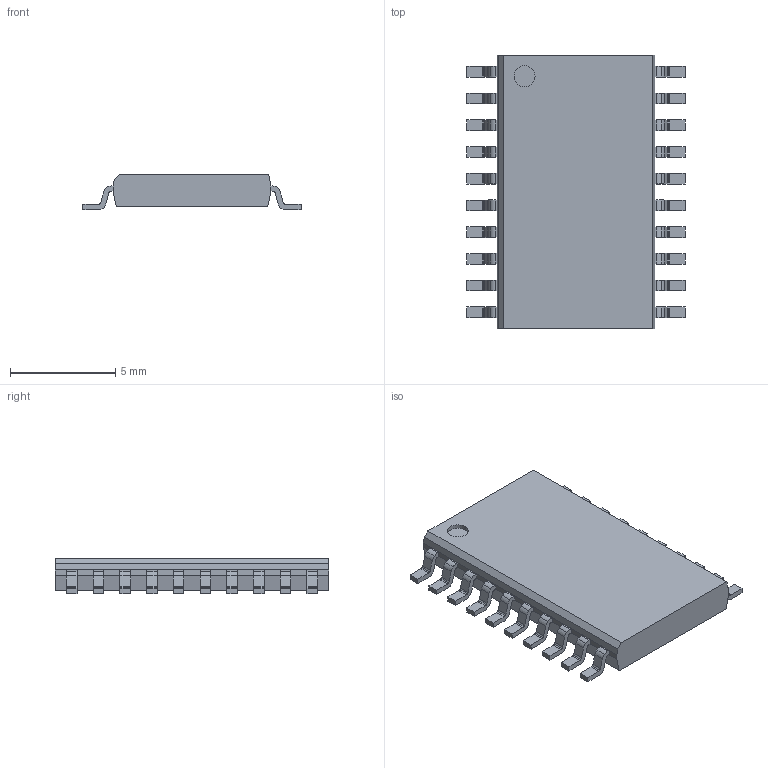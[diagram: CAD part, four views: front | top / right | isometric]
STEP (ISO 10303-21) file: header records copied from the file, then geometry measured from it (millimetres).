
FILE_DESCRIPTION((''),'2;1');
FILE_NAME('SOIC127P1030X265-20N.stp','2009-02-05T15:23:02',(''),(''),'Mechanical Desktop 2006','Mechanical Desktop 2006',', , ');
FILE_SCHEMA(('AUTOMOTIVE_DESIGN { 1 2 10303 214 0 1 1 1 }'));
Length unit declared in the file: millimetre
Products named in the file (1): SOIC127P1030X265-20N
Bounding box: 10.36 x 13 x 1.68 mm (x, y, z)
Volume: 153.5 mm3; surface area: 316.9 mm2
Topology: 21 solids, 21 shells, 374 faces, 993 edges, 662 vertices
Faces by surface type: bspline 180, plane 112, cylinder 82
Entity records: 12753 total; most frequent: CARTESIAN_POINT 3690, ORIENTED_EDGE 1986, DIRECTION 1707, EDGE_CURVE 993, VECTOR 669, LINE 669, VERTEX_POINT 662, AXIS2_PLACEMENT_3D 519
